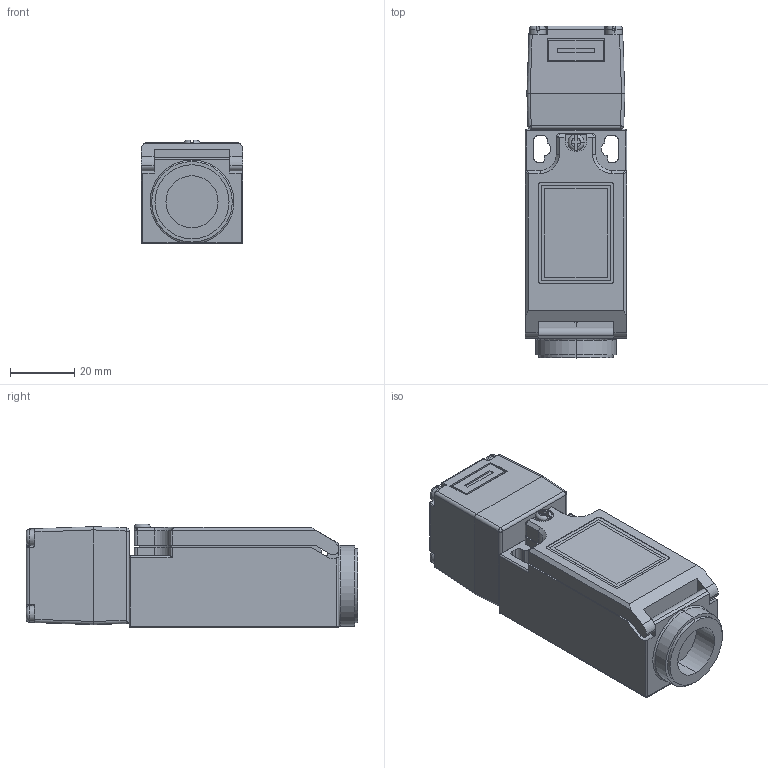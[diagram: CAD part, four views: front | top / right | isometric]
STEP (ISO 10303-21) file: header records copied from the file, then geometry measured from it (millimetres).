
FILE_DESCRIPTION (( 'STEP AP214' ), '1' );
FILE_NAME ('IDIS-190059.STEP', '2014-06-19T15:36:45', ( '' ), ( '' ), 'SwSTEP 2.0', 'SolidWorks 2013', '' );
FILE_SCHEMA (( 'AUTOMOTIVE_DESIGN' ));
Length unit declared in the file: millimetre
Products named in the file (1): IDIS-190059
Bounding box: 31.5 x 103 x 32.2 mm (x, y, z)
Volume: 84449.6 mm3; surface area: 19432.1 mm2
Topology: 1 solids, 2 shells, 475 faces, 1229 edges, 758 vertices
Faces by surface type: plane 228, cylinder 170, torus 40, bspline 25, sphere 8, cone 4
Entity records: 18760 total; most frequent: CARTESIAN_POINT 3551, ORIENTED_EDGE 2438, DIRECTION 2360, EDGE_CURVE 1219, AXIS2_PLACEMENT_3D 835, VERTEX_POINT 758, LINE 690, VECTOR 690
